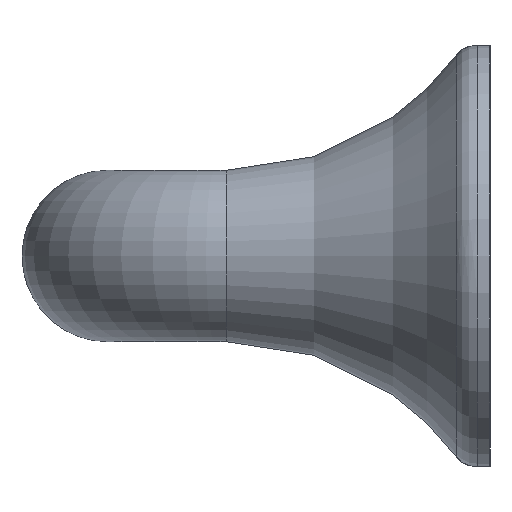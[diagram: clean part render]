
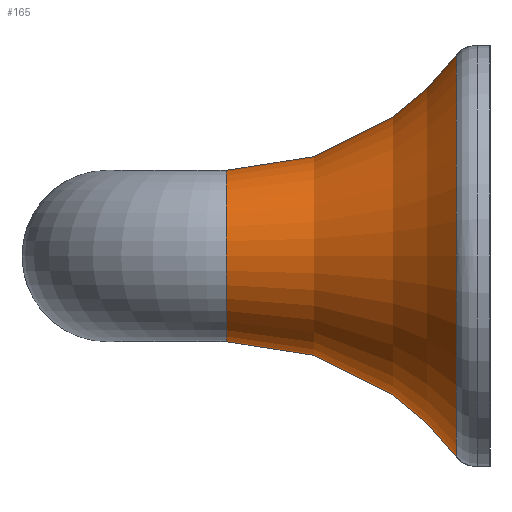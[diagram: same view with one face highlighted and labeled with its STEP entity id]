
A CAD part, left-side view. The second image highlights one B-rep face of the part: STEP entity #165.
In plain terms, the highlighted toroidal (fillet/blend) face has major radius 70.757 mm and minor radius 54.507 mm.
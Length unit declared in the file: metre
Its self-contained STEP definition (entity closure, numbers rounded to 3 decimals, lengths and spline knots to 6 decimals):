
#60=TOROIDAL_SURFACE('',#222,0.070757,0.054507);
#73=ORIENTED_EDGE('',*,*,#90,.F.);
#74=ORIENTED_EDGE('',*,*,#91,.F.);
#90=EDGE_CURVE('',#100,#100,#110,.T.);
#91=EDGE_CURVE('',#101,#101,#111,.T.);
#100=VERTEX_POINT('',#314);
#101=VERTEX_POINT('',#317);
#110=CIRCLE('',#221,0.038004);
#111=CIRCLE('',#223,0.01625);
#125=EDGE_LOOP('',(#73));
#126=EDGE_LOOP('',(#74));
#145=FACE_BOUND('',#125,.T.);
#146=FACE_BOUND('',#126,.T.);
#165=ADVANCED_FACE('',(#145,#146),#60,.F.);
#221=AXIS2_PLACEMENT_3D('',#313,#256,#257);
#222=AXIS2_PLACEMENT_3D('',#315,#258,#259);
#223=AXIS2_PLACEMENT_3D('',#316,#260,#261);
#256=DIRECTION('',(0.,-1.,0.));
#257=DIRECTION('',(-1.,0.,0.));
#258=DIRECTION('',(0.,1.,0.));
#259=DIRECTION('',(1.,0.,0.));
#260=DIRECTION('',(0.,1.,0.));
#261=DIRECTION('',(1.,0.,0.));
#313=CARTESIAN_POINT('',(-0.085,0.006431,0.));
#314=CARTESIAN_POINT('',(-0.123004,0.006431,0.));
#315=CARTESIAN_POINT('',(-0.085,0.05,0.));
#316=CARTESIAN_POINT('',(-0.085,0.05,0.));
#317=CARTESIAN_POINT('',(-0.06875,0.05,0.));
